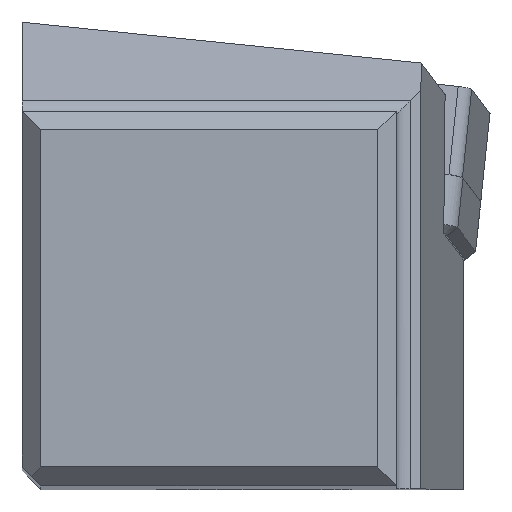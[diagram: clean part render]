
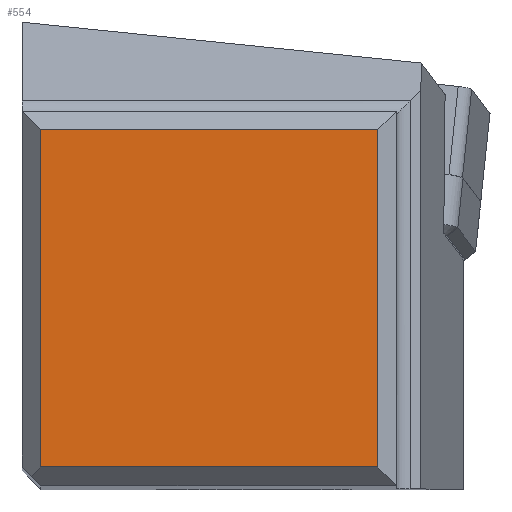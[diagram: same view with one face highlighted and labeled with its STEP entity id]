
A CAD part, top view. The second image highlights one B-rep face of the part: STEP entity #554.
In plain terms, the highlighted planar face has unit normal (0, 0, 1).
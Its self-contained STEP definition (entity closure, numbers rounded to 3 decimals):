
#368=FACE_OUTER_BOUND('',#867,.T.);
#554=ADVANCED_FACE('',(#368),#660,.T.);
#660=PLANE('',#3843);
#867=EDGE_LOOP('',(#1762,#1763,#1764,#1765));
#1762=ORIENTED_EDGE('',*,*,#2265,.T.);
#1763=ORIENTED_EDGE('',*,*,#2665,.T.);
#1764=ORIENTED_EDGE('',*,*,#2666,.F.);
#1765=ORIENTED_EDGE('',*,*,#2267,.T.);
#1934=VERTEX_POINT('',#5048);
#1935=VERTEX_POINT('',#5050);
#1936=VERTEX_POINT('',#5054);
#2189=VERTEX_POINT('',#6975);
#2265=EDGE_CURVE('',#1935,#1934,#2963,.T.);
#2267=EDGE_CURVE('',#1936,#1935,#2965,.T.);
#2665=EDGE_CURVE('',#1934,#2189,#3156,.T.);
#2666=EDGE_CURVE('',#1936,#2189,#3157,.T.);
#2963=LINE('',#5049,#3226);
#2965=LINE('',#5053,#3228);
#3156=LINE('',#6976,#3421);
#3157=LINE('',#6978,#3422);
#3226=VECTOR('',#4019,1.);
#3228=VECTOR('',#4023,1.);
#3421=VECTOR('',#4772,1.);
#3422=VECTOR('',#4775,1.);
#3843=AXIS2_PLACEMENT_3D('',#6979,#4776,#4777);
#4019=DIRECTION('',(0.,1.,0.));
#4023=DIRECTION('',(1.,0.,0.));
#4772=DIRECTION('',(-1.,0.,0.));
#4775=DIRECTION('',(0.,1.,0.));
#4776=DIRECTION('',(0.,0.,1.));
#4777=DIRECTION('',(1.,0.,0.));
#5048=CARTESIAN_POINT('',(19.,19.,0.));
#5049=CARTESIAN_POINT('',(19.,1.,0.));
#5050=CARTESIAN_POINT('',(19.,1.,0.));
#5053=CARTESIAN_POINT('',(1.,1.,0.));
#5054=CARTESIAN_POINT('',(1.,1.,0.));
#6975=CARTESIAN_POINT('',(1.,19.,0.));
#6976=CARTESIAN_POINT('',(19.,19.,0.));
#6978=CARTESIAN_POINT('',(1.,1.,0.));
#6979=CARTESIAN_POINT('',(10.,10.,0.));
